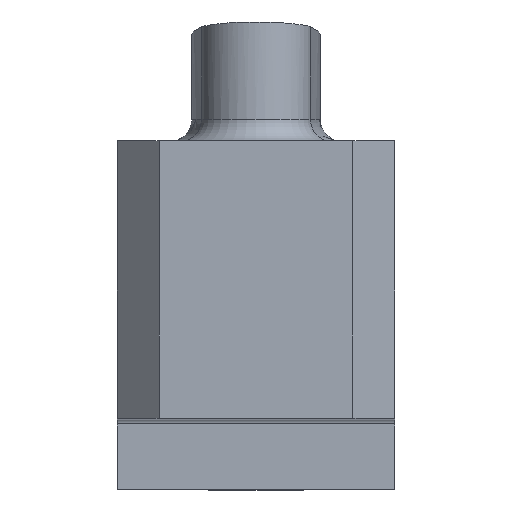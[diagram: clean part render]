
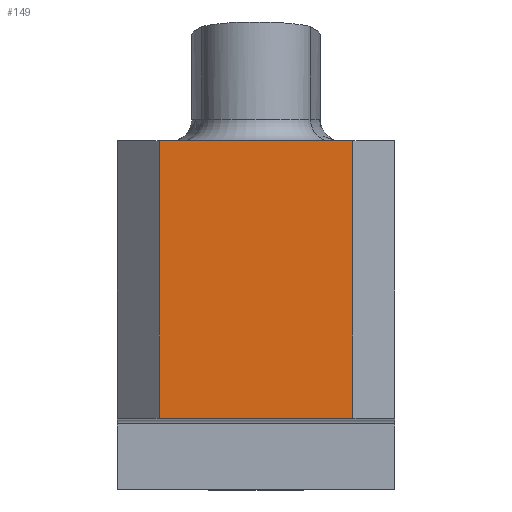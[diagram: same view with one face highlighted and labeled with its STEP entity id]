
A CAD part, top view. The second image highlights one B-rep face of the part: STEP entity #149.
In plain terms, the highlighted planar face has unit normal (0, 0, 1).
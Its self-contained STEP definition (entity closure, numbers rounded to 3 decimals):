
#149=ADVANCED_FACE('CU_BACK_SU1',(#213),#185,.F.);
#185=PLANE('',#959);
#213=FACE_OUTER_BOUND('',#251,.T.);
#251=EDGE_LOOP('',(#440,#441,#442,#443));
#440=ORIENTED_EDGE('',*,*,#717,.F.);
#441=ORIENTED_EDGE('',*,*,#718,.T.);
#442=ORIENTED_EDGE('',*,*,#719,.T.);
#443=ORIENTED_EDGE('',*,*,#720,.F.);
#626=VERTEX_POINT('',#1545);
#627=VERTEX_POINT('',#1546);
#628=VERTEX_POINT('',#1548);
#629=VERTEX_POINT('',#1550);
#717=EDGE_CURVE('',#626,#627,#792,.T.);
#718=EDGE_CURVE('',#626,#628,#793,.T.);
#719=EDGE_CURVE('',#628,#629,#794,.T.);
#720=EDGE_CURVE('',#627,#629,#795,.T.);
#792=LINE('',#1544,#848);
#793=LINE('',#1547,#849);
#794=LINE('',#1549,#850);
#795=LINE('',#1551,#851);
#848=VECTOR('',#1130,1.);
#849=VECTOR('',#1131,1.);
#850=VECTOR('',#1132,1.);
#851=VECTOR('',#1133,1.);
#959=AXIS2_PLACEMENT_3D('',#1552,#1134,#1135);
#1130=DIRECTION('',(0.,1.,0.));
#1131=DIRECTION('',(1.,0.,0.));
#1132=DIRECTION('',(0.,1.,0.));
#1133=DIRECTION('',(1.,0.,0.));
#1134=DIRECTION('',(0.,0.,-1.));
#1135=DIRECTION('',(-1.,0.,0.));
#1544=CARTESIAN_POINT('',(-16.925,0.,0.));
#1545=CARTESIAN_POINT('',(-16.925,0.,0.));
#1546=CARTESIAN_POINT('',(-16.925,19.925,0.));
#1547=CARTESIAN_POINT('',(-110.,0.,0.));
#1548=CARTESIAN_POINT('',(-3.,0.,0.));
#1549=CARTESIAN_POINT('',(-3.,0.,0.));
#1550=CARTESIAN_POINT('',(-3.,19.925,0.));
#1551=CARTESIAN_POINT('',(-110.,19.925,0.));
#1552=CARTESIAN_POINT('',(22.996,39.925,0.));
